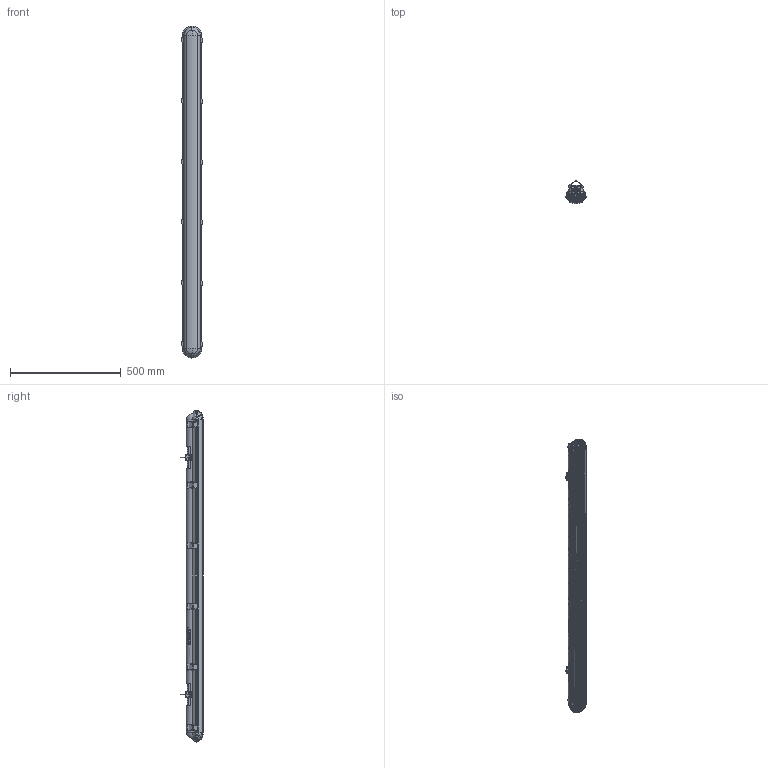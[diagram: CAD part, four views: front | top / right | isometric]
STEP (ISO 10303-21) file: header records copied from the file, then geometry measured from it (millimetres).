
FILE_DESCRIPTION (( 'STEP AP214' ), '1' );
FILE_NAME ('PRACHT_LUNA PRO_3D_1500mm.STEP', '2023-02-14T07:22:01', ( '' ), ( '' ), 'SwSTEP 2.0', 'SolidWorks 2022', '' );
FILE_SCHEMA (( 'AUTOMOTIVE_DESIGN' ));
Length unit declared in the file: millimetre
Products named in the file (13): WL0101_000010_Wanne 5ft; WL0101_000011_Träger 5ft; WL0101_000004_Befestigungsklammer LUNA BL; WL0101_000007_Würgestopfen LUNA BL; WL0101_000005_Pendelaufhängung LUNA BL; PRACHT_LUNA PRO_3D_1500mm; WL0101_001004_Wannenclip_LUNA BL; WL0101_000008_Gehäuse 5ft; LG06O-12_Treiber_groß; WL0101_000009_Dichtung LUNA BL 5ft; WL0101_001002_Wannenclip_Achse; WL0101_001003_Wannenclip_Mittelstück; WL0101_001000_Baugruppe_Wannenclip
Assembly tree (26 placements, depth 3):
  PRACHT_LUNA PRO_3D_1500mm
    WL0101_000008_Gehäuse 5ft
    WL0101_000010_Wanne 5ft
    WL0101_000011_Träger 5ft
    WL0101_000009_Dichtung LUNA BL 5ft
    WL0101_000004_Befestigungsklammer LUNA BL  x2
    WL0101_000005_Pendelaufhängung LUNA BL  x2
    WL0101_000007_Würgestopfen LUNA BL  x2
    WL0101_001000_Baugruppe_Wannenclip  x12
      WL0101_001004_Wannenclip_LUNA BL
      WL0101_001002_Wannenclip_Achse
      WL0101_001003_Wannenclip_Mittelstück
    LG06O-12_Treiber_groß
Bounding box: 90.41 x 102.41 x 1500.6 mm (x, y, z)
Volume: 1118755.8 mm3; surface area: 1374926.2 mm2
Topology: 48 solids, 48 shells, 6959 faces, 18802 edges, 11861 vertices
Faces by surface type: plane 3012, cylinder 2445, torus 709, bspline 519, cone 238, sphere 36
Entity records: 213075 total; most frequent: CARTESIAN_POINT 79749, ORIENTED_EDGE 29036, DIRECTION 20294, EDGE_CURVE 14518, VERTEX_POINT 9281, LINE 7100, VECTOR 7100, AXIS2_PLACEMENT_3D 6597
